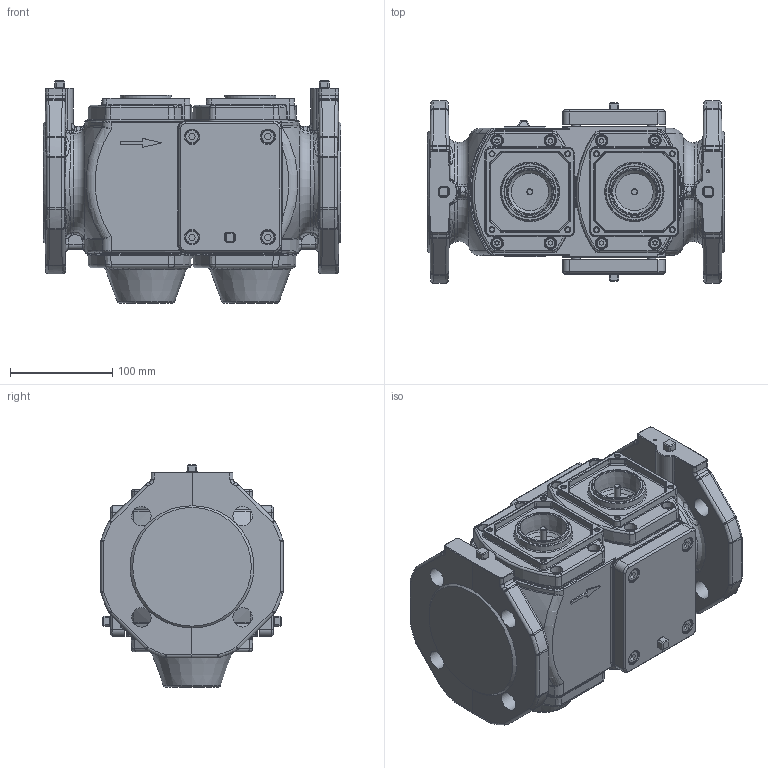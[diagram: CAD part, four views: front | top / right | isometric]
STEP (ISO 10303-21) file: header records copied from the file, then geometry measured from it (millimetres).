
FILE_DESCRIPTION(/* description */ (''),/* implementation_level */ '2;1');
FILE_NAME(/* name */ 'A5W00027918_02.stp',/* time_stamp */ '2018-07-02T11:01:51+02:00',/* author */ (''),/* organization */ (''),/* preprocessor_version */ 'ST-DEVELOPER v16',/* originating_system */ 'SIEMENS PLM Software NX 10.0',/* authorisation */ '');
FILE_SCHEMA (('AUTOMOTIVE_DESIGN { 1 0 10303 214 3 1 1 1 }'));
Products named in the file (1): Gant1A3883FE8cm6
Bounding box: 290 x 178 x 217 mm (x, y, z)
Volume: 5842382.8 mm3; surface area: 367347.7 mm2
Topology: 1 solids, 2 shells, 1883 faces, 4663 edges, 2825 vertices
Faces by surface type: plane 590, cylinder 569, bspline 371, torus 168, cone 157, sphere 20, extrusion 8
Full cylindrical faces by diameter (mm): 3 x1, 5.188 x2, 5.3 x6, 6 x2, 8 x8, 10 x16, 13 x8, 14 x8, 19 x8
Entity records: 61732 total; most frequent: CARTESIAN_POINT 19979, ORIENTED_EDGE 8660, DIRECTION 8611, EDGE_CURVE 4330, AXIS2_PLACEMENT_3D 3396, VERTEX_POINT 2746, EDGE_LOOP 2205, ADVANCED_FACE 1883
